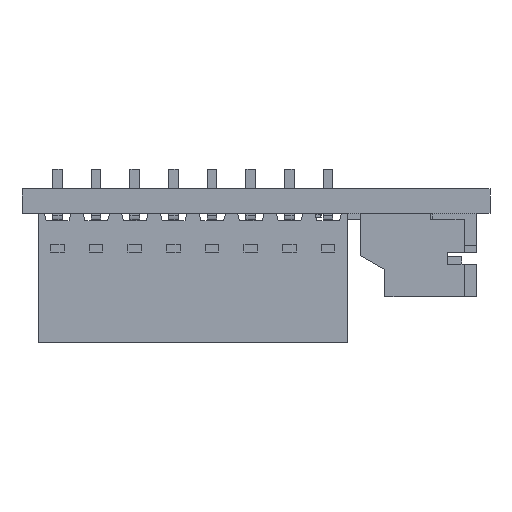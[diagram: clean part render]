
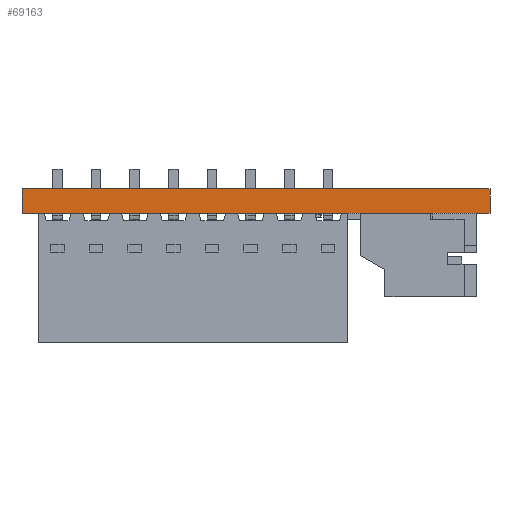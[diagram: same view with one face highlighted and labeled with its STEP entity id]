
A CAD part, front view. The second image highlights one B-rep face of the part: STEP entity #69163.
In plain terms, the highlighted planar face has unit normal (0, -1, 0).
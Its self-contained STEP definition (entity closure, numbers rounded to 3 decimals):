
#69163 = ADVANCED_FACE('',(#69164),#69178,.F.);
#69164 = FACE_BOUND('',#69165,.F.);
#69165 = EDGE_LOOP('',(#69166,#69201,#69229,#69257));
#69166 = ORIENTED_EDGE('',*,*,#69167,.T.);
#69167 = EDGE_CURVE('',#69168,#69170,#69172,.T.);
#69168 = VERTEX_POINT('',#69169);
#69169 = CARTESIAN_POINT('',(87.25,-62.,0.));
#69170 = VERTEX_POINT('',#69171);
#69171 = CARTESIAN_POINT('',(87.25,-62.,1.6));
#69172 = SURFACE_CURVE('',#69173,(#69177,#69189),.PCURVE_S1.);
#69173 = LINE('',#69174,#69175);
#69174 = CARTESIAN_POINT('',(87.25,-62.,0.));
#69175 = VECTOR('',#69176,1.);
#69176 = DIRECTION('',(0.,0.,1.));
#69177 = PCURVE('',#69178,#69183);
#69178 = PLANE('',#69179);
#69179 = AXIS2_PLACEMENT_3D('',#69180,#69181,#69182);
#69180 = CARTESIAN_POINT('',(87.25,-62.,0.));
#69181 = DIRECTION('',(0.,1.,0.));
#69182 = DIRECTION('',(1.,0.,0.));
#69183 = DEFINITIONAL_REPRESENTATION('',(#69184),#69188);
#69184 = LINE('',#69185,#69186);
#69185 = CARTESIAN_POINT('',(0.,0.));
#69186 = VECTOR('',#69187,1.);
#69187 = DIRECTION('',(0.,-1.));
#69188 = ( GEOMETRIC_REPRESENTATION_CONTEXT(2) 
PARAMETRIC_REPRESENTATION_CONTEXT() REPRESENTATION_CONTEXT('2D SPACE',''
  ) );
#69189 = PCURVE('',#69190,#69195);
#69190 = PLANE('',#69191);
#69191 = AXIS2_PLACEMENT_3D('',#69192,#69193,#69194);
#69192 = CARTESIAN_POINT('',(87.25,-56.,0.));
#69193 = DIRECTION('',(1.,0.,0.));
#69194 = DIRECTION('',(0.,-1.,0.));
#69195 = DEFINITIONAL_REPRESENTATION('',(#69196),#69200);
#69196 = LINE('',#69197,#69198);
#69197 = CARTESIAN_POINT('',(6.,0.));
#69198 = VECTOR('',#69199,1.);
#69199 = DIRECTION('',(0.,-1.));
#69200 = ( GEOMETRIC_REPRESENTATION_CONTEXT(2) 
PARAMETRIC_REPRESENTATION_CONTEXT() REPRESENTATION_CONTEXT('2D SPACE',''
  ) );
#69201 = ORIENTED_EDGE('',*,*,#69202,.T.);
#69202 = EDGE_CURVE('',#69170,#69203,#69205,.T.);
#69203 = VERTEX_POINT('',#69204);
#69204 = CARTESIAN_POINT('',(118.,-62.,1.6));
#69205 = SURFACE_CURVE('',#69206,(#69210,#69217),.PCURVE_S1.);
#69206 = LINE('',#69207,#69208);
#69207 = CARTESIAN_POINT('',(87.25,-62.,1.6));
#69208 = VECTOR('',#69209,1.);
#69209 = DIRECTION('',(1.,0.,0.));
#69210 = PCURVE('',#69178,#69211);
#69211 = DEFINITIONAL_REPRESENTATION('',(#69212),#69216);
#69212 = LINE('',#69213,#69214);
#69213 = CARTESIAN_POINT('',(0.,-1.6));
#69214 = VECTOR('',#69215,1.);
#69215 = DIRECTION('',(1.,0.));
#69216 = ( GEOMETRIC_REPRESENTATION_CONTEXT(2) 
PARAMETRIC_REPRESENTATION_CONTEXT() REPRESENTATION_CONTEXT('2D SPACE',''
  ) );
#69217 = PCURVE('',#69218,#69223);
#69218 = PLANE('',#69219);
#69219 = AXIS2_PLACEMENT_3D('',#69220,#69221,#69222);
#69220 = CARTESIAN_POINT('',(87.25,-62.,1.6));
#69221 = DIRECTION('',(0.,0.,-1.));
#69222 = DIRECTION('',(-1.,0.,0.));
#69223 = DEFINITIONAL_REPRESENTATION('',(#69224),#69228);
#69224 = LINE('',#69225,#69226);
#69225 = CARTESIAN_POINT('',(0.,0.));
#69226 = VECTOR('',#69227,1.);
#69227 = DIRECTION('',(-1.,0.));
#69228 = ( GEOMETRIC_REPRESENTATION_CONTEXT(2) 
PARAMETRIC_REPRESENTATION_CONTEXT() REPRESENTATION_CONTEXT('2D SPACE',''
  ) );
#69229 = ORIENTED_EDGE('',*,*,#69230,.F.);
#69230 = EDGE_CURVE('',#69231,#69203,#69233,.T.);
#69231 = VERTEX_POINT('',#69232);
#69232 = CARTESIAN_POINT('',(118.,-62.,0.));
#69233 = SURFACE_CURVE('',#69234,(#69238,#69245),.PCURVE_S1.);
#69234 = LINE('',#69235,#69236);
#69235 = CARTESIAN_POINT('',(118.,-62.,0.));
#69236 = VECTOR('',#69237,1.);
#69237 = DIRECTION('',(0.,0.,1.));
#69238 = PCURVE('',#69178,#69239);
#69239 = DEFINITIONAL_REPRESENTATION('',(#69240),#69244);
#69240 = LINE('',#69241,#69242);
#69241 = CARTESIAN_POINT('',(30.75,0.));
#69242 = VECTOR('',#69243,1.);
#69243 = DIRECTION('',(0.,-1.));
#69244 = ( GEOMETRIC_REPRESENTATION_CONTEXT(2) 
PARAMETRIC_REPRESENTATION_CONTEXT() REPRESENTATION_CONTEXT('2D SPACE',''
  ) );
#69245 = PCURVE('',#69246,#69251);
#69246 = PLANE('',#69247);
#69247 = AXIS2_PLACEMENT_3D('',#69248,#69249,#69250);
#69248 = CARTESIAN_POINT('',(118.,-62.,0.));
#69249 = DIRECTION('',(-1.,0.,0.));
#69250 = DIRECTION('',(0.,1.,0.));
#69251 = DEFINITIONAL_REPRESENTATION('',(#69252),#69256);
#69252 = LINE('',#69253,#69254);
#69253 = CARTESIAN_POINT('',(0.,0.));
#69254 = VECTOR('',#69255,1.);
#69255 = DIRECTION('',(0.,-1.));
#69256 = ( GEOMETRIC_REPRESENTATION_CONTEXT(2) 
PARAMETRIC_REPRESENTATION_CONTEXT() REPRESENTATION_CONTEXT('2D SPACE',''
  ) );
#69257 = ORIENTED_EDGE('',*,*,#69258,.F.);
#69258 = EDGE_CURVE('',#69168,#69231,#69259,.T.);
#69259 = SURFACE_CURVE('',#69260,(#69264,#69271),.PCURVE_S1.);
#69260 = LINE('',#69261,#69262);
#69261 = CARTESIAN_POINT('',(87.25,-62.,0.));
#69262 = VECTOR('',#69263,1.);
#69263 = DIRECTION('',(1.,0.,0.));
#69264 = PCURVE('',#69178,#69265);
#69265 = DEFINITIONAL_REPRESENTATION('',(#69266),#69270);
#69266 = LINE('',#69267,#69268);
#69267 = CARTESIAN_POINT('',(0.,0.));
#69268 = VECTOR('',#69269,1.);
#69269 = DIRECTION('',(1.,0.));
#69270 = ( GEOMETRIC_REPRESENTATION_CONTEXT(2) 
PARAMETRIC_REPRESENTATION_CONTEXT() REPRESENTATION_CONTEXT('2D SPACE',''
  ) );
#69271 = PCURVE('',#69272,#69277);
#69272 = PLANE('',#69273);
#69273 = AXIS2_PLACEMENT_3D('',#69274,#69275,#69276);
#69274 = CARTESIAN_POINT('',(87.25,-62.,0.));
#69275 = DIRECTION('',(0.,0.,-1.));
#69276 = DIRECTION('',(-1.,0.,0.));
#69277 = DEFINITIONAL_REPRESENTATION('',(#69278),#69282);
#69278 = LINE('',#69279,#69280);
#69279 = CARTESIAN_POINT('',(0.,0.));
#69280 = VECTOR('',#69281,1.);
#69281 = DIRECTION('',(-1.,0.));
#69282 = ( GEOMETRIC_REPRESENTATION_CONTEXT(2) 
PARAMETRIC_REPRESENTATION_CONTEXT() REPRESENTATION_CONTEXT('2D SPACE',''
  ) );
